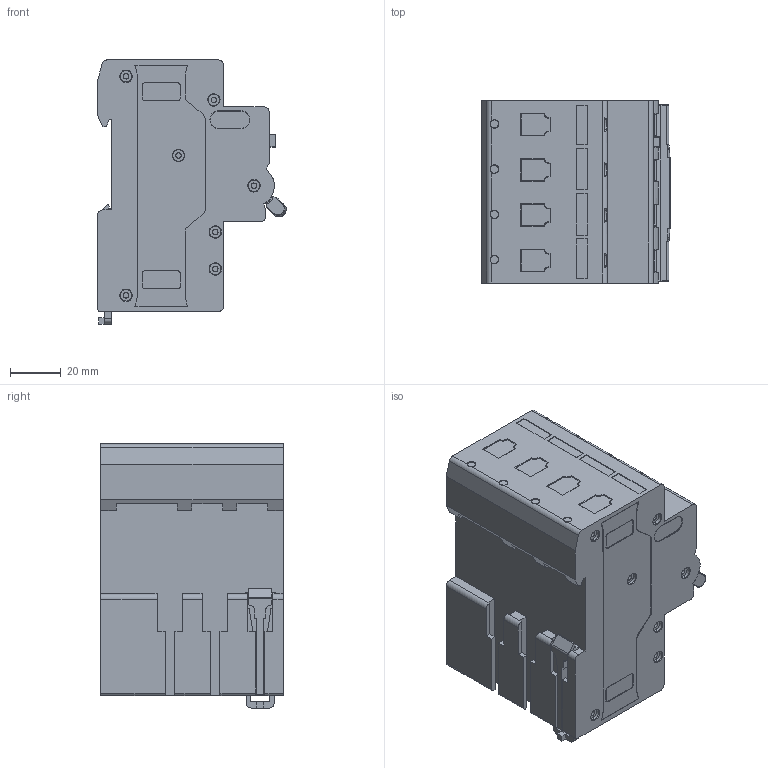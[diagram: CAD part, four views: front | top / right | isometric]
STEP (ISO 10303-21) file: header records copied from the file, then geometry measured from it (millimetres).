
FILE_DESCRIPTION (( 'STEP AP214' ), '1' );
FILE_NAME ('擢黨34-2.STEP', '2024-10-28T07:11:53', ( '' ), ( '' ), 'SwSTEP 2.0', 'SolidWorks 2022', '' );
FILE_SCHEMA (( 'AUTOMOTIVE_DESIGN' ));
Length unit declared in the file: millimetre
Products named in the file (1): АВДТ34-2
Bounding box: 74.22 x 71.8 x 103.89 mm (x, y, z)
Volume: 387736.5 mm3; surface area: 43404.5 mm2
Topology: 1 solids, 2 shells, 1475 faces, 3893 edges, 2509 vertices
Faces by surface type: plane 857, cylinder 376, cone 104, bspline 92, torus 42, sphere 4
Entity records: 50655 total; most frequent: CARTESIAN_POINT 14366, ORIENTED_EDGE 7778, DIRECTION 7271, EDGE_CURVE 3889, VERTEX_POINT 2509, VECTOR 2503, LINE 2503, AXIS2_PLACEMENT_3D 2384
